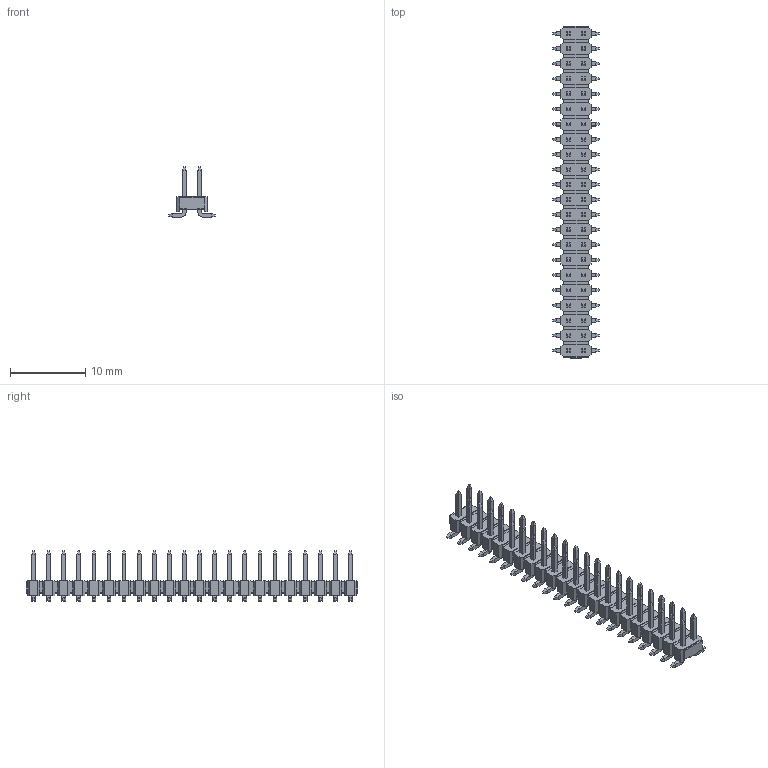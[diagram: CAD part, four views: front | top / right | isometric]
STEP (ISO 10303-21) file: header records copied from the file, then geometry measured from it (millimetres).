
FILE_DESCRIPTION(/* description */ ('Unknown'),/* implementation_level */ '2;1');
FILE_NAME(/* name */ 'J_Wurth_WR-PHD_62104421921',/* time_stamp */ '2025-04-23T18:00:15+08:00',/* author */ ('Unknown'),/* organization */ ('Unknown'),/* preprocessor_version */ 'ST-DEVELOPER v19.4',/* originating_system */ 'Solid Edge',/* authorisation */ 'Unknown');
FILE_SCHEMA (('AUTOMOTIVE_DESIGN {1 0 10303 214 3 1 1}'));
Length unit declared in the file: millimetre
Products named in the file (2): J_Wurth_WR-PHD_62104421921
Assembly tree (1 placements, depth 2):
  J_Wurth_WR-PHD_62104421921
    J_Wurth_WR-PHD_62104421921
Bounding box: 6.2 x 44 x 6.7 mm (x, y, z)
Volume: 343.7 mm3; surface area: 1430.6 mm2
Topology: 45 solids, 45 shells, 1590 faces, 3884 edges, 2384 vertices
Faces by surface type: plane 1502, cylinder 88
Entity records: 45482 total; most frequent: CARTESIAN_POINT 7860, ORIENTED_EDGE 7768, DIRECTION 7244, EDGE_CURVE 3884, LINE 3708, VECTOR 3708, VERTEX_POINT 2384, AXIS2_PLACEMENT_3D 1768
